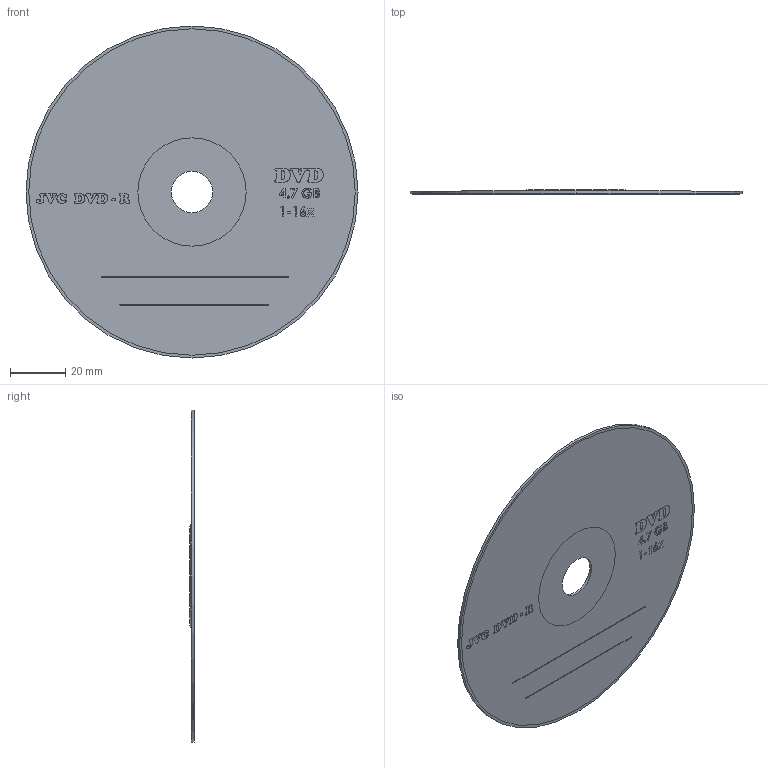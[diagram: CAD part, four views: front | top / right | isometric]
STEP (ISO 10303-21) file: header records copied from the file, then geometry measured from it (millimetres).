
FILE_DESCRIPTION (( 'STEP AP214' ), '1' );
FILE_NAME ('DVD.STEP', '2011-08-31T17:24:03', ( 'Marcus' ), ( '' ), 'SwSTEP 2.0', 'SolidWorks 2010', '' );
FILE_SCHEMA (( 'AUTOMOTIVE_DESIGN' ));
Length unit declared in the file: millimetre
Products named in the file (1): DVD
Bounding box: 120 x 1.5 x 120 mm (x, y, z)
Volume: 11199.1 mm3; surface area: 22717.9 mm2
Topology: 1 solids, 1 shells, 439 faces, 1204 edges, 802 vertices
Faces by surface type: bspline 287, plane 136, cylinder 12, cone 4
Entity records: 34087 total; most frequent: CARTESIAN_POINT 20155, ORIENTED_EDGE 2408, EDGE_CURVE 1204, DIRECTION 966, VERTEX_POINT 802, LINE 600, VECTOR 600, B_SPLINE_CURVE_WITH_KNOTS 574
